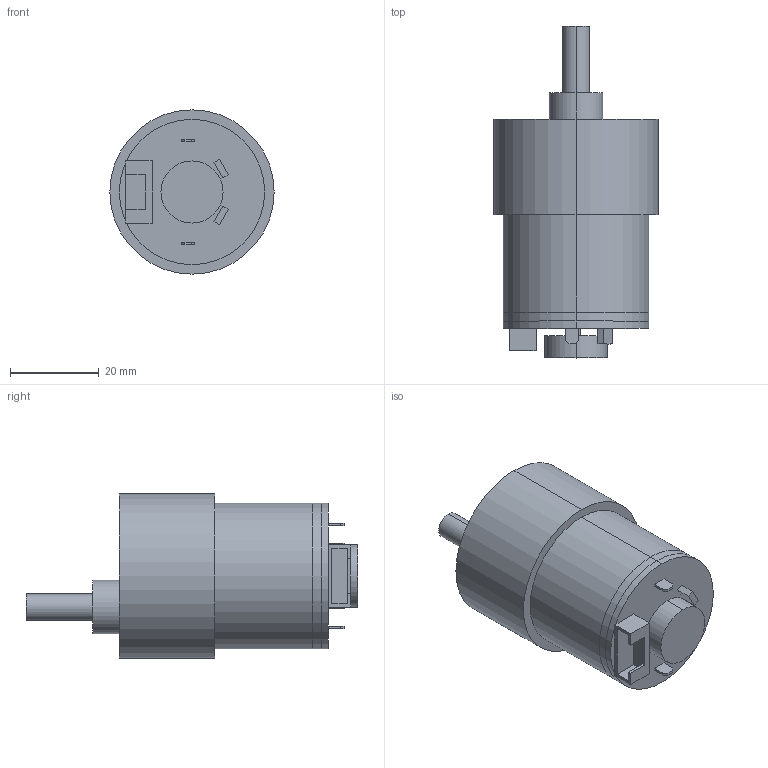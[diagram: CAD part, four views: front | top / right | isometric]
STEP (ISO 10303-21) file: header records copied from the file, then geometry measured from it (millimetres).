
FILE_DESCRIPTION (( 'STEP AP203' ), '1' );
FILE_NAME ('520萇儂.STEP', '2022-10-27T08:44:01', ( '' ), ( '' ), 'SwSTEP 2.0', 'SolidWorks 2021', '' );
FILE_SCHEMA (( 'CONFIG_CONTROL_DESIGN' ));
Length unit declared in the file: millimetre
Products named in the file (1): 520萇儂
Bounding box: 37 x 74.8 x 37 mm (x, y, z)
Volume: 46196.9 mm3; surface area: 12680.1 mm2
Topology: 3 solids, 3 shells, 99 faces, 216 edges, 144 vertices
Faces by surface type: plane 59, cylinder 40
Entity records: 2803 total; most frequent: DIRECTION 496, CARTESIAN_POINT 460, ORIENTED_EDGE 432, EDGE_CURVE 216, AXIS2_PLACEMENT_3D 180, VERTEX_POINT 144, LINE 136, VECTOR 136
